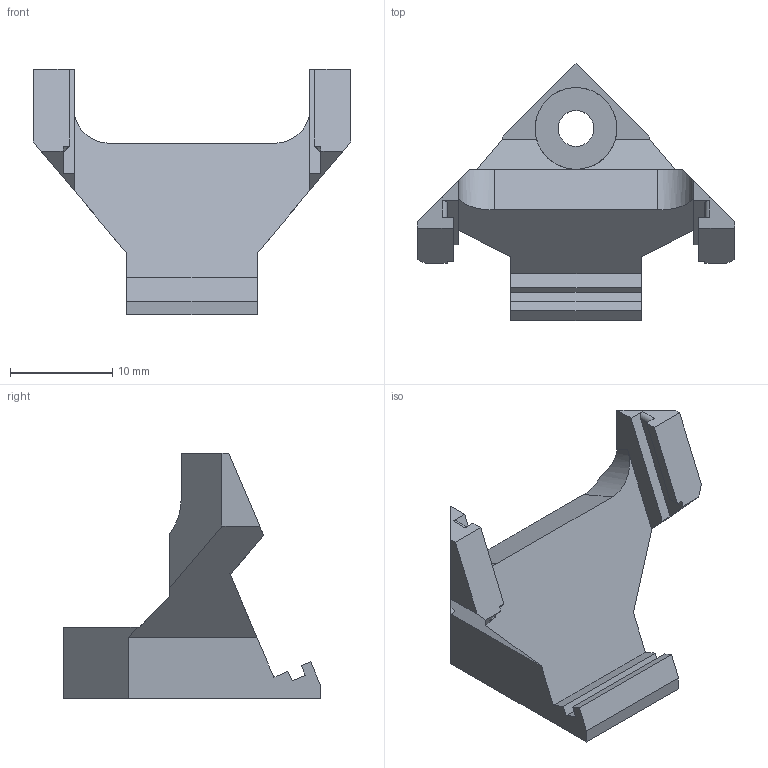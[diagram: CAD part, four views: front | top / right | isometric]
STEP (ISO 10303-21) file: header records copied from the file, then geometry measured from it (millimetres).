
FILE_DESCRIPTION(/* description */ (''),/* implementation_level */ '2;1');
FILE_NAME(/* name */ 'Pi Cam mount v9.step',/* time_stamp */ '2016-09-05T12:54:23+02:00',/* author */ (''),/* organization */ (''),/* preprocessor_version */ 'ST-DEVELOPER v16.5',/* originating_system */ 'Autodesk Translation Framework v5.1.0.3141',/* authorisation */ '');
FILE_SCHEMA (('AUTOMOTIVE_DESIGN { 1 0 10303 214 3 1 1 }'));
Length unit declared in the file: centimetre
Products named in the file (2): Pi Cam mount v9; Component1
Assembly tree (1 placements, depth 2):
  Pi Cam mount v9
    Component1
Bounding box: 31 x 25.15 x 24 mm (x, y, z)
Volume: 3015.1 mm3; surface area: 2008.4 mm2
Topology: 1 solids, 1 shells, 54 faces, 154 edges, 102 vertices
Faces by surface type: plane 48, cylinder 6
Full cylindrical faces by diameter (mm): 3.5 x1, 8 x1
Entity records: 1807 total; most frequent: CARTESIAN_POINT 309, ORIENTED_EDGE 302, DIRECTION 280, EDGE_CURVE 151, LINE 136, VECTOR 136, VERTEX_POINT 101, AXIS2_PLACEMENT_3D 72
